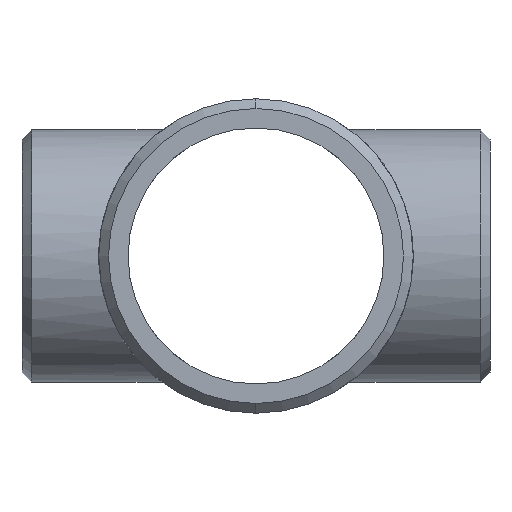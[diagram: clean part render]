
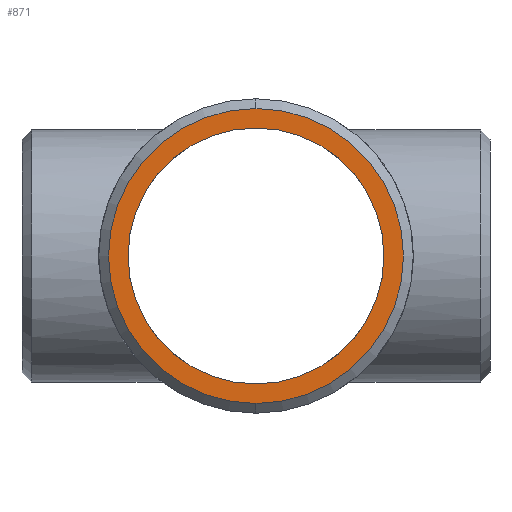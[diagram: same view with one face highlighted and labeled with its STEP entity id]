
A CAD part, left-side view. The second image highlights one B-rep face of the part: STEP entity #871.
In plain terms, the highlighted planar face has unit normal (-1, 0, 0).
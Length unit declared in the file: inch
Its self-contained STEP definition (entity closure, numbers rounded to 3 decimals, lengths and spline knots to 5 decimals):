
#29 = CARTESIAN_POINT ( 'NONE',  ( -8.5, 0., 0. ) ) ;
#74 = CARTESIAN_POINT ( 'NONE',  ( -8.5, 0., -5.04167 ) ) ;
#78 = DIRECTION ( 'NONE',  ( -1., 0., 0. ) ) ;
#119 = CARTESIAN_POINT ( 'NONE',  ( -8.5, 0., 5.04167 ) ) ;
#166 = CIRCLE ( 'NONE', #581, 4.375 ) ;
#191 = CARTESIAN_POINT ( 'NONE',  ( -8.5, 0., 0. ) ) ;
#198 = DIRECTION ( 'NONE',  ( 0., 0., 1. ) ) ;
#217 = AXIS2_PLACEMENT_3D ( 'NONE', #757, #78, #198 ) ;
#219 = DIRECTION ( 'NONE',  ( -1., 0., 0. ) ) ;
#221 = EDGE_CURVE ( 'NONE', #261, #1396, #358, .T. ) ;
#224 = FACE_BOUND ( 'NONE', #676, .T. ) ;
#261 = VERTEX_POINT ( 'NONE', #74 ) ;
#283 = DIRECTION ( 'NONE',  ( 0., 0., 1. ) ) ;
#320 = ORIENTED_EDGE ( 'NONE', *, *, #221, .T. ) ;
#350 = ORIENTED_EDGE ( 'NONE', *, *, #1081, .T. ) ;
#358 = CIRCLE ( 'NONE', #935, 5.04167 ) ;
#441 = CARTESIAN_POINT ( 'NONE',  ( -8.5, 0., 4.375 ) ) ;
#477 = CARTESIAN_POINT ( 'NONE',  ( -8.5, 0., -4.375 ) ) ;
#532 = EDGE_CURVE ( 'NONE', #1396, #261, #1502, .T. ) ;
#560 = DIRECTION ( 'NONE',  ( -1., 0., 0. ) ) ;
#561 = CARTESIAN_POINT ( 'NONE',  ( -8.5, 0., 0. ) ) ;
#581 = AXIS2_PLACEMENT_3D ( 'NONE', #191, #1252, #283 ) ;
#676 = EDGE_LOOP ( 'NONE', ( #350, #917 ) ) ;
#757 = CARTESIAN_POINT ( 'NONE',  ( -8.5, 0., 0. ) ) ;
#811 = DIRECTION ( 'NONE',  ( 0., 0., 1. ) ) ;
#855 = EDGE_LOOP ( 'NONE', ( #320, #1220 ) ) ;
#871 = ADVANCED_FACE ( 'NONE', ( #901, #224 ), #1382, .T. ) ;
#901 = FACE_OUTER_BOUND ( 'NONE', #855, .T. ) ;
#917 = ORIENTED_EDGE ( 'NONE', *, *, #1352, .T. ) ;
#921 = DIRECTION ( 'NONE',  ( 1., 0., 0. ) ) ;
#923 = CARTESIAN_POINT ( 'NONE',  ( -8.5, 0., 0. ) ) ;
#935 = AXIS2_PLACEMENT_3D ( 'NONE', #561, #219, #1366 ) ;
#996 = CIRCLE ( 'NONE', #1390, 4.375 ) ;
#1027 = DIRECTION ( 'NONE',  ( 0., 0., -1. ) ) ;
#1029 = VERTEX_POINT ( 'NONE', #441 ) ;
#1081 = EDGE_CURVE ( 'NONE', #1029, #1198, #166, .T. ) ;
#1145 = AXIS2_PLACEMENT_3D ( 'NONE', #923, #560, #1027 ) ;
#1198 = VERTEX_POINT ( 'NONE', #477 ) ;
#1220 = ORIENTED_EDGE ( 'NONE', *, *, #532, .T. ) ;
#1252 = DIRECTION ( 'NONE',  ( 1., 0., 0. ) ) ;
#1352 = EDGE_CURVE ( 'NONE', #1198, #1029, #996, .T. ) ;
#1366 = DIRECTION ( 'NONE',  ( 0., 0., 1. ) ) ;
#1382 = PLANE ( 'NONE',  #1145 ) ;
#1390 = AXIS2_PLACEMENT_3D ( 'NONE', #29, #921, #811 ) ;
#1396 = VERTEX_POINT ( 'NONE', #119 ) ;
#1502 = CIRCLE ( 'NONE', #217, 5.04167 ) ;
